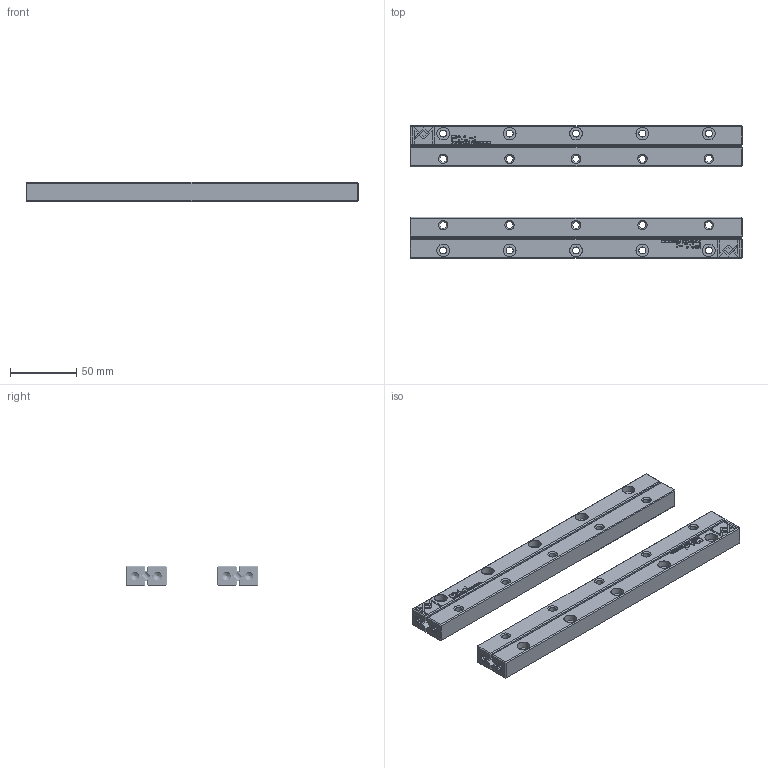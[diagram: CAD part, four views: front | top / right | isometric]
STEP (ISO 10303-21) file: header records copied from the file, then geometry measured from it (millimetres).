
FILE_DESCRIPTION(/* description */ (''),/* implementation_level */ '2;1');
FILE_NAME(/* name */ 'Set RSDE-6250x22KRE-ACC_stp.stp',/* time_stamp */ '2025-03-20T08:18:29+01:00',/* author */ (''),/* organization */ (''),/* preprocessor_version */ 'ST-DEVELOPER v16.7',/* originating_system */ 'SIEMENS PLM Software NX 12.0',/* authorisation */ '');
FILE_SCHEMA (('AUTOMOTIVE_DESIGN { 1 0 10303 214 3 1 1 1 }'));
Products named in the file (1): Set RSDE-6250x22KRE-ACC_stp
Bounding box: 250 x 100 x 15 mm (x, y, z)
Volume: 202114.3 mm3; surface area: 93412.5 mm2
Topology: 60 solids, 60 shells, 5292 faces, 14486 edges, 9514 vertices
Faces by surface type: plane 3252, cylinder 1020, bspline 536, cone 252, extrusion 124, torus 108
Full cylindrical faces by diameter (mm): 0.8 x192, 2 x8, 4 x44, 4.3 x8, 5.2 x28, 6 x44, 9.5 x20
Entity records: 182238 total; most frequent: CARTESIAN_POINT 45713, ORIENTED_EDGE 27472, DIRECTION 23450, EDGE_CURVE 13736, VECTOR 9800, LINE 9676, VERTEX_POINT 9388, AXIS2_PLACEMENT_3D 6825
